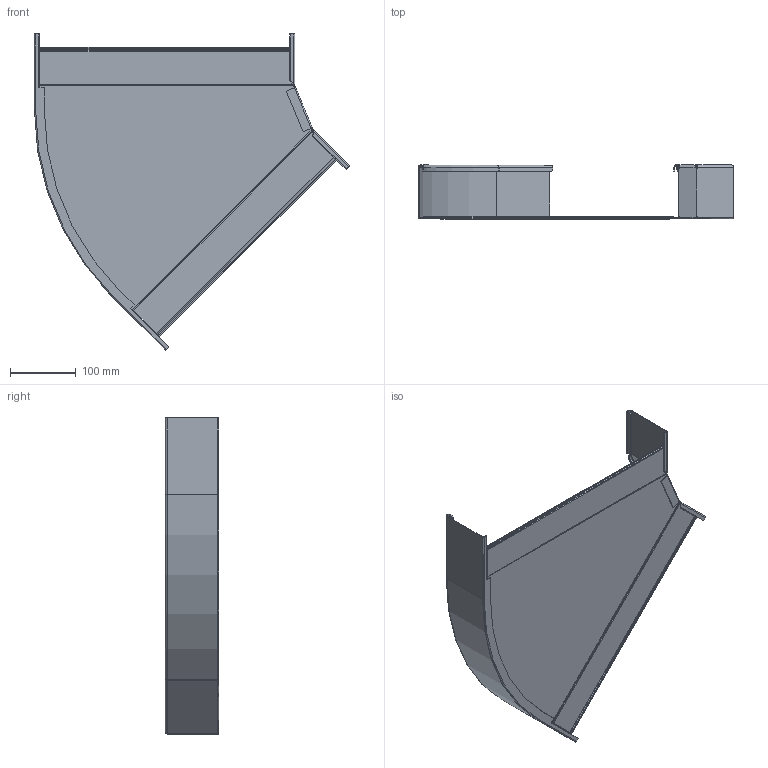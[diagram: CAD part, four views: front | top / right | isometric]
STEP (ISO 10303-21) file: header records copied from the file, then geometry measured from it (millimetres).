
FILE_DESCRIPTION (( 'STEP AP214' ), '1' );
FILE_NAME ('6036206.STEP', '2024-10-21T13:26:37', ( '' ), ( '' ), 'SwSTEP 2.0', 'SolidWorks 2024', '' );
FILE_SCHEMA (( 'AUTOMOTIVE_DESIGN' ));
Length unit declared in the file: millimetre
Products named in the file (4): 175033_400; 6036206; 167655_85x45°; 181491_400
Assembly tree (3 placements, depth 2):
  6036206
    175033_400
    181491_400
    167655_85x45°
Bounding box: 479.06 x 82 x 480.53 mm (x, y, z)
Volume: 237649.8 mm3; surface area: 439359.7 mm2
Topology: 3 solids, 3 shells, 192 faces, 434 edges, 248 vertices
Faces by surface type: plane 120, cylinder 58, bspline 10, torus 4
Entity records: 5535 total; most frequent: CARTESIAN_POINT 1220, ORIENTED_EDGE 868, DIRECTION 868, EDGE_CURVE 434, VECTOR 296, LINE 296, AXIS2_PLACEMENT_3D 286, VERTEX_POINT 248
